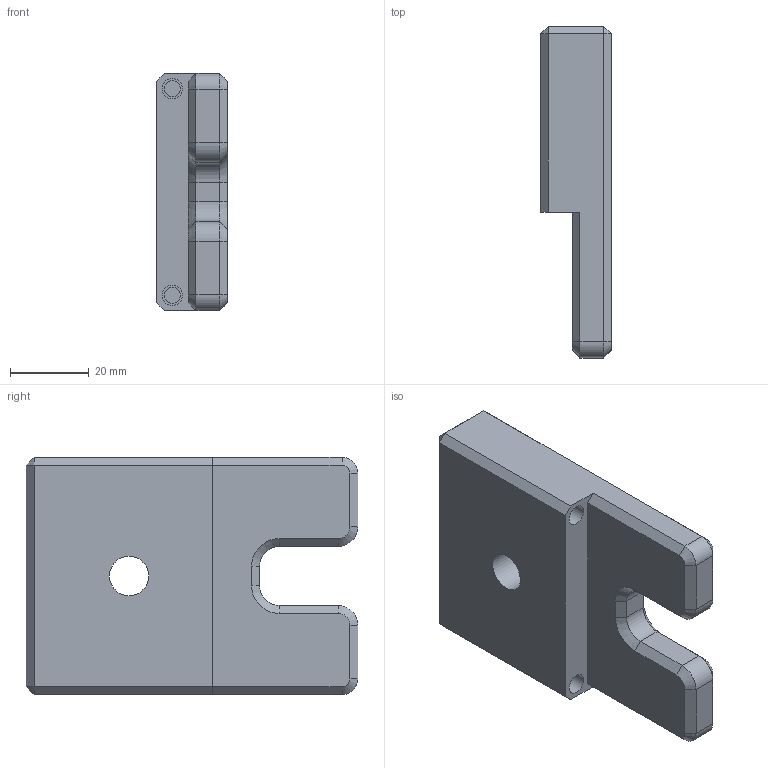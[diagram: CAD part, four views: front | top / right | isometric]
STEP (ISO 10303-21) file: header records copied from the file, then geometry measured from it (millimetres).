
FILE_DESCRIPTION(/* description */ (''),/* implementation_level */ '2;1');
FILE_NAME(/* name */ 'Bearing-mounting-blockV2 v6.step',/* time_stamp */ '2019-03-03T17:49:59+01:00',/* author */ ('emytass'),/* organization */ (''),/* preprocessor_version */ 'ST-DEVELOPER v17.2',/* originating_system */ 'Autodesk Translation Framework v7.6.0.251',/* authorisation */ '');
FILE_SCHEMA (('AUTOMOTIVE_DESIGN { 1 0 10303 214 3 1 1 }'));
Length unit declared in the file: millimetre
Products named in the file (1): Bearing-mounting-blockV2
Bounding box: 18 x 84.3 x 60.3 mm (x, y, z)
Volume: 66518.4 mm3; surface area: 14464.7 mm2
Topology: 1 solids, 1 shells, 63 faces, 135 edges, 78 vertices
Faces by surface type: plane 40, cone 12, cylinder 11
Full cylindrical faces by diameter (mm): 4 x2, 5.2 x2, 10 x1
Entity records: 1691 total; most frequent: DIRECTION 297, CARTESIAN_POINT 277, ORIENTED_EDGE 270, EDGE_CURVE 135, LINE 101, VECTOR 101, AXIS2_PLACEMENT_3D 98, VERTEX_POINT 78
